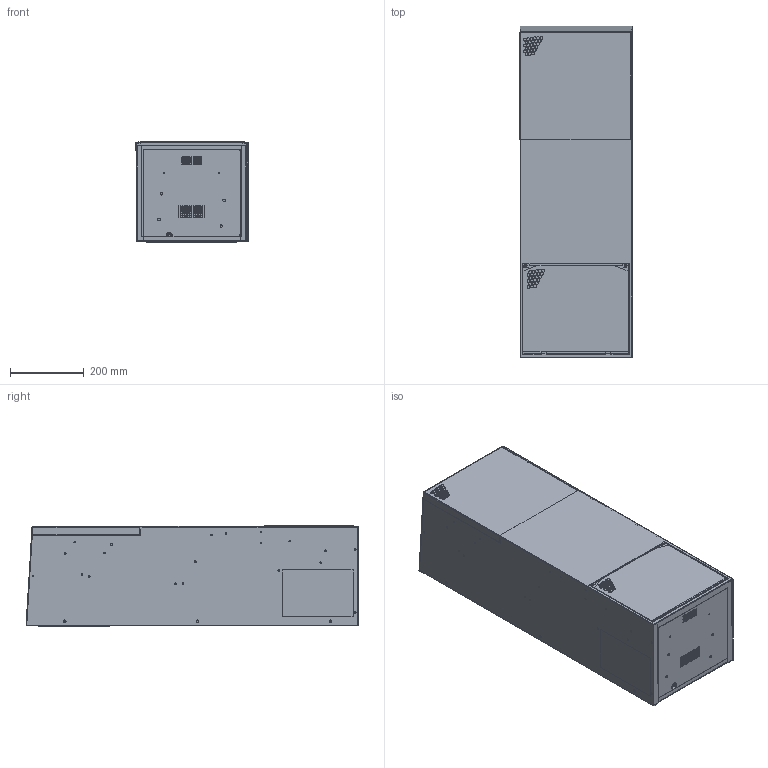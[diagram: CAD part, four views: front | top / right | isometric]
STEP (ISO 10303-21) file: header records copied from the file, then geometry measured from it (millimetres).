
FILE_DESCRIPTION (( 'STEP AP214' ), '1' );
FILE_NAME ('SCE-AC3400B120V-2.STEP', '2022-03-30T10:18:04', ( '' ), ( '' ), 'SwSTEP 2.0', 'SolidWorks 2021', '' );
FILE_SCHEMA (( 'AUTOMOTIVE_DESIGN' ));
Length unit declared in the file: inch
Products named in the file (1): SCE-AC3400B120V-2
Bounding box: 304.5 x 900.13 x 272.6 mm (x, y, z)
Volume: 2152802.1 mm3; surface area: 3515520.6 mm2
Topology: 41 solids, 41 shells, 3103 faces, 8244 edges, 5313 vertices
Faces by surface type: plane 1935, cylinder 967, cone 183, torus 18
Entity records: 98221 total; most frequent: CARTESIAN_POINT 17622, ORIENTED_EDGE 16456, DIRECTION 16391, EDGE_CURVE 8228, LINE 5625, VECTOR 5625, AXIS2_PLACEMENT_3D 5383, VERTEX_POINT 5313
